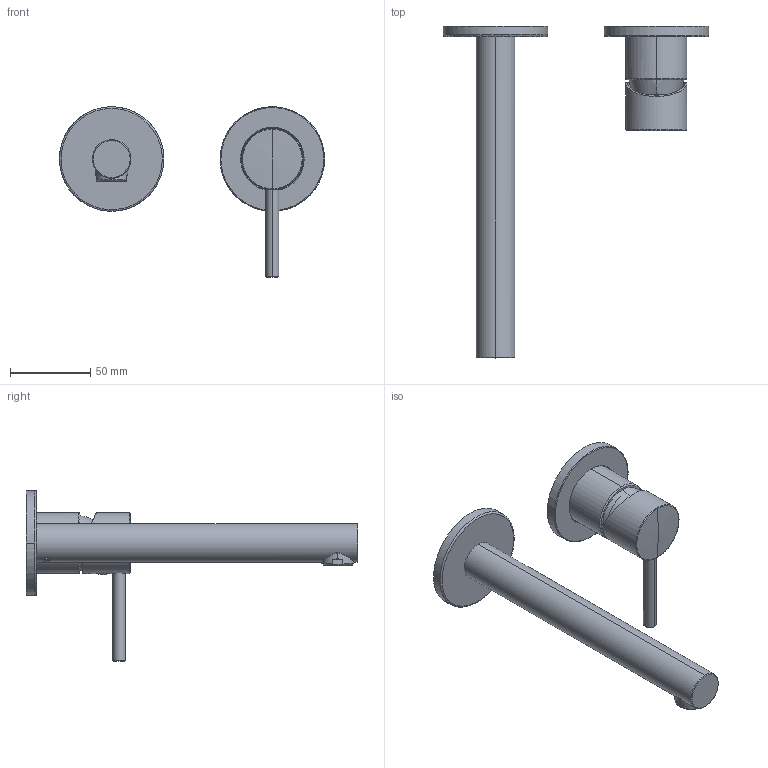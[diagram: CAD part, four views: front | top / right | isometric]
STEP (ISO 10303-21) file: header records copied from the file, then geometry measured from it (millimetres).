
FILE_DESCRIPTION(/* description */ (''),/* implementation_level */ '2;1');
FILE_NAME(/* name */ 'STEP - 164832602.2_2267204',/* time_stamp */ '2024-07-22T13:27:41+10:00',/* author */ (''),/* organization */ (''),/* preprocessor_version */ 'ST-DEVELOPER v16.5',/* originating_system */ 'Rhino 7.23',/* authorisation */ '');
FILE_SCHEMA (('AUTOMOTIVE_DESIGN'));
Length unit declared in the file: millimetre
Products named in the file (16): Document; 1648326022RECE0_ASM; 2060266601261; 206028870126; 2080008006012; 2060281801268; 2050508001263; 20202747022645; 2020533901266; 2050118016017; 20203041072616; 2031255724269; 20701178060110; 203020269901; 20301082012611; 20501064160112
Assembly tree (16 placements, depth 3):
  Document
    1648326022RECE0_ASM
      2060266601261
      206028870126
      2080008006012
      2060281801268
      2050508001263
      20202747022645
      2020533901266
      2050118016017
      20203041072616
      2031255724269
      20701178060110
      203020269901
      20301082012611
      20501064160112  x2
Bounding box: 165 x 206.5 x 105.96 mm (x, y, z)
Volume: 79532.3 mm3; surface area: 72396.5 mm2
Topology: 15 solids, 15 shells, 2168 faces, 6481 edges, 4240 vertices
Faces by surface type: cylinder 1152, plane 862, bspline 154
Entity records: 93339 total; most frequent: CARTESIAN_POINT 49074, ORIENTED_EDGE 12874, EDGE_CURVE 6437, B_SPLINE_CURVE_WITH_KNOTS 5597, VERTEX_POINT 4219, EDGE_LOOP 3234, ADVANCED_FACE 2152, FACE_OUTER_BOUND 2152
